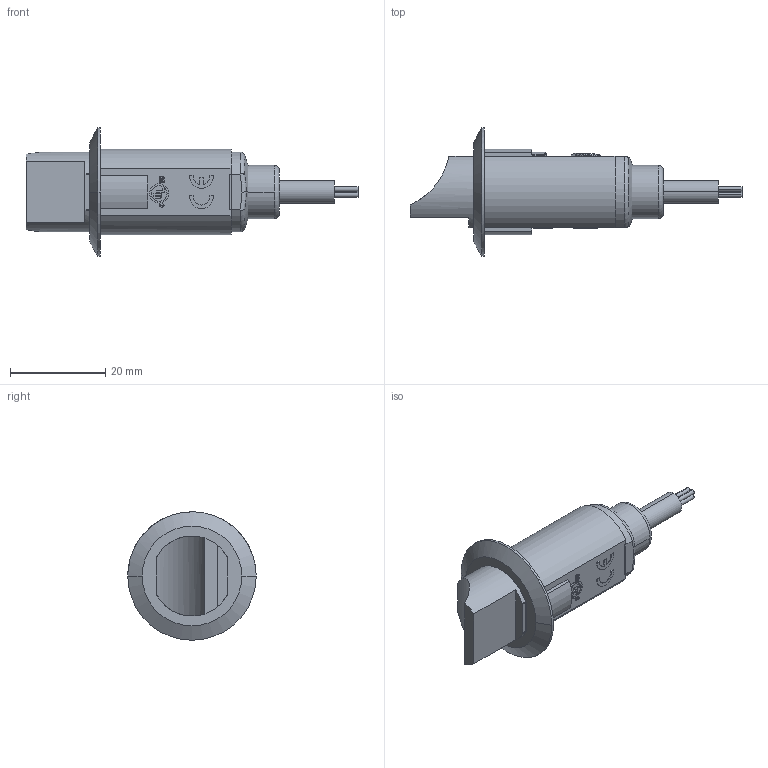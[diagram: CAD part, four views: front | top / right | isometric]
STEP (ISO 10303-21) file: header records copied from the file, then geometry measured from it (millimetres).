
FILE_DESCRIPTION((''),'2;1');
FILE_NAME('GLV18-SLOOK-CB_ASM','2007-01-08T',('Pepperl+Fuchs'),('Industriehansa'),'PRO/ENGINEER BY PARAMETRIC TECHNOLOGY CORPORATION, 2005290','PRO/ENGINEER BY PARAMETRIC TECHNOLOGY CORPORATION, 2005290','');
FILE_SCHEMA(('AUTOMOTIVE_DESIGN_CC2 { 1 2 10303 214 -1 1 5 2 }'));
Length unit declared in the file: millimetre
Products named in the file (8): MSBR-8SOCBPL; MSBR-1SOCB; MSBR-7SOCB; MSBR-5SOCB; MSBR-4SOCB; MSBR-2SOCB; PRT0011SLOOKCB; GLV18-SLOOK-CB_ASM
Assembly tree (7 placements, depth 2):
  GLV18-SLOOK-CB_ASM
    MSBR-8SOCBPL
    MSBR-1SOCB
    MSBR-7SOCB
    MSBR-5SOCB
    MSBR-4SOCB
    MSBR-2SOCB
    PRT0011SLOOKCB
Bounding box: 69.8 x 27 x 27 mm (x, y, z)
Volume: 11592 mm3; surface area: 6240.1 mm2
Topology: 7 solids, 7 shells, 273 faces, 983 edges, 751 vertices
Faces by surface type: plane 196, cylinder 53, bspline 8, cone 8, torus 6, sphere 2
Entity records: 12290 total; most frequent: CARTESIAN_POINT 2592, DIRECTION 1600, ORIENTED_EDGE 1440, EDGE_CURVE 720, VECTOR 688, LINE 688, VERTEX_POINT 478, AXIS2_PLACEMENT_3D 456
